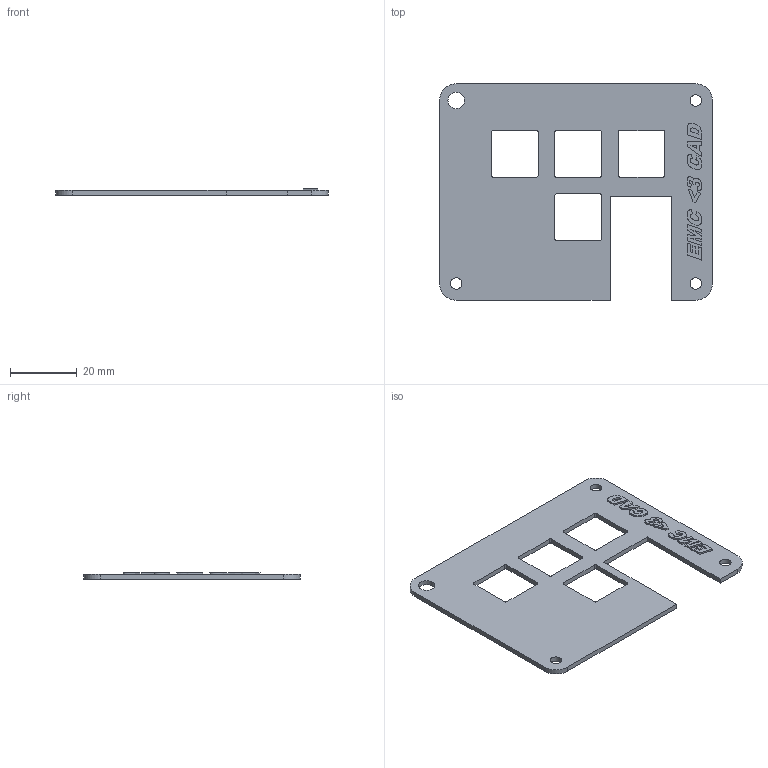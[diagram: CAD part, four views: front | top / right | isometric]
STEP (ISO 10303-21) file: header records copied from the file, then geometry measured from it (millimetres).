
FILE_DESCRIPTION(/* description */ (''),/* implementation_level */ '2;1');
FILE_NAME(/* name */ 'Macroboard_Case_Top.step',/* time_stamp */ '2026-01-18T19:05:10-08:00',/* author */ (''),/* organization */ (''),/* preprocessor_version */ 'ST-DEVELOPER v20.1',/* originating_system */ 'Autodesk Translation Framework v14.21.0.0',/* authorisation */ '');
FILE_SCHEMA (('AUTOMOTIVE_DESIGN { 1 0 10303 214 3 1 1 }'));
Length unit declared in the file: inch
Products named in the file (2): Macroboard_Case_Top; Macroboard Case Top
Assembly tree (1 placements, depth 2):
  Macroboard_Case_Top
    Macroboard Case Top
Bounding box: 82 x 65 x 2.01 mm (x, y, z)
Volume: 5902.5 mm3; surface area: 8826.3 mm2
Topology: 1 solids, 1 shells, 196 faces, 552 edges, 368 vertices
Faces by surface type: plane 92, bspline 80, cylinder 24
Full cylindrical faces by diameter (mm): 3.4 x3, 5 x1
Entity records: 7131 total; most frequent: CARTESIAN_POINT 2479, ORIENTED_EDGE 1104, DIRECTION 678, EDGE_CURVE 552, VERTEX_POINT 368, LINE 344, VECTOR 344, EDGE_LOOP 222
